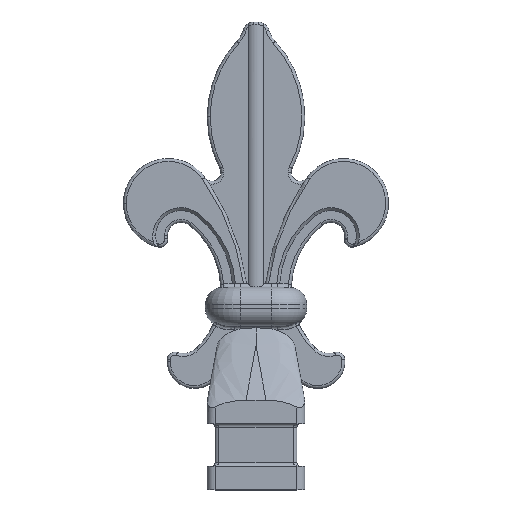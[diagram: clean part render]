
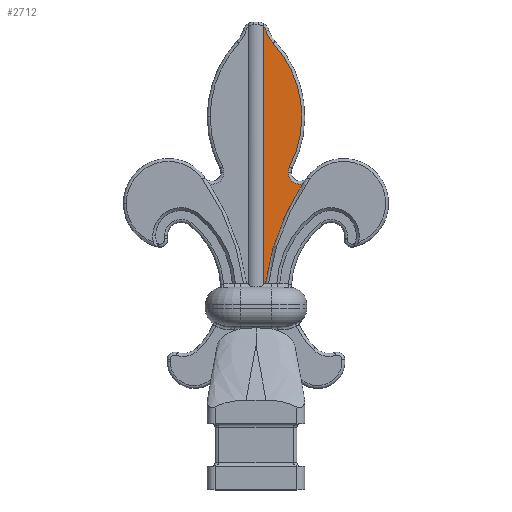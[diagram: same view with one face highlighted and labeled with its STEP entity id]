
A CAD part, top view. The second image highlights one B-rep face of the part: STEP entity #2712.
In plain terms, the highlighted planar face has unit normal (0, 0, 1).
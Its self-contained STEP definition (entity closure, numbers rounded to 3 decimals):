
#314 = LINE ( 'NONE', #10902, #11610 ) ;
#518 = CIRCLE ( 'NONE', #9051, 2.25 ) ;
#819 = CARTESIAN_POINT ( 'NONE',  ( 11.259, 81.434, 3.25 ) ) ;
#1278 = LINE ( 'NONE', #13653, #8489 ) ;
#1280 = ORIENTED_EDGE ( 'NONE', *, *, #16629, .T. ) ;
#1407 = DIRECTION ( 'NONE',  ( 0., -1., 0. ) ) ;
#1435 = DIRECTION ( 'NONE',  ( 1., 0., 0. ) ) ;
#1559 = DIRECTION ( 'NONE',  ( 0., 0., 1. ) ) ;
#1632 = PLANE ( 'NONE',  #8623 ) ;
#1872 = CARTESIAN_POINT ( 'NONE',  ( 8.592, 82.828, 3.25 ) ) ;
#2201 = AXIS2_PLACEMENT_3D ( 'NONE', #3408, #12590, #11165 ) ;
#2205 = CARTESIAN_POINT ( 'NONE',  ( 4.402, 114.492, 3.25 ) ) ;
#2343 = EDGE_CURVE ( 'NONE', #15053, #5007, #11862, .T. ) ;
#2412 = EDGE_CURVE ( 'NONE', #5976, #2901, #14738, .T. ) ;
#2620 = EDGE_LOOP ( 'NONE', ( #7580, #14838, #9777, #6629, #1280, #16202, #11915, #16003 ) ) ;
#2646 = AXIS2_PLACEMENT_3D ( 'NONE', #819, #7534, #16715 ) ;
#2684 = DIRECTION ( 'NONE',  ( -1., 0., 0. ) ) ;
#2712 = ADVANCED_FACE ( 'NONE', ( #3429 ), #1632, .F. ) ;
#2901 = VERTEX_POINT ( 'NONE', #2205 ) ;
#3408 = CARTESIAN_POINT ( 'NONE',  ( 10.376, 120., 3.25 ) ) ;
#3429 = FACE_OUTER_BOUND ( 'NONE', #2620, .T. ) ;
#3543 = EDGE_CURVE ( 'NONE', #15053, #15891, #15741, .T. ) ;
#4256 = CARTESIAN_POINT ( 'NONE',  ( 15.8, 33., 3.25 ) ) ;
#4498 = VERTEX_POINT ( 'NONE', #17060 ) ;
#4712 = EDGE_CURVE ( 'NONE', #12391, #9516, #518, .T. ) ;
#5007 = VERTEX_POINT ( 'NONE', #8032 ) ;
#5572 = DIRECTION ( 'NONE',  ( -1., 0., 0. ) ) ;
#5620 = CARTESIAN_POINT ( 'NONE',  ( 8.25, 81.434, 3.25 ) ) ;
#5931 = DIRECTION ( 'NONE',  ( -1., 0., 0. ) ) ;
#5976 = VERTEX_POINT ( 'NONE', #1872 ) ;
#6629 = ORIENTED_EDGE ( 'NONE', *, *, #2412, .T. ) ;
#7030 = DIRECTION ( 'NONE',  ( 0., 0., -1. ) ) ;
#7534 = DIRECTION ( 'NONE',  ( 0., 0., -1. ) ) ;
#7580 = ORIENTED_EDGE ( 'NONE', *, *, #2343, .F. ) ;
#7615 = DIRECTION ( 'NONE',  ( 0., 0., -1. ) ) ;
#7939 = AXIS2_PLACEMENT_3D ( 'NONE', #15436, #7615, #11466 ) ;
#8032 = CARTESIAN_POINT ( 'NONE',  ( 2.446, 53., 3.25 ) ) ;
#8145 = CARTESIAN_POINT ( 'NONE',  ( 1.9, 118.715, 3.25 ) ) ;
#8489 = VECTOR ( 'NONE', #12500, 1000. ) ;
#8623 = AXIS2_PLACEMENT_3D ( 'NONE', #4256, #7030, #5572 ) ;
#8693 = DIRECTION ( 'NONE',  ( 0., 0., 1. ) ) ;
#9051 = AXIS2_PLACEMENT_3D ( 'NONE', #15187, #8693, #5931 ) ;
#9320 = DIRECTION ( 'NONE',  ( 0., 0., 1. ) ) ;
#9516 = VERTEX_POINT ( 'NONE', #8145 ) ;
#9579 = EDGE_CURVE ( 'NONE', #4498, #5007, #1278, .T. ) ;
#9777 = ORIENTED_EDGE ( 'NONE', *, *, #10795, .T. ) ;
#10795 = EDGE_CURVE ( 'NONE', #15891, #5976, #16064, .T. ) ;
#10902 = CARTESIAN_POINT ( 'NONE',  ( 1.9, 124., 3.25 ) ) ;
#11165 = DIRECTION ( 'NONE',  ( -1., 0., 0. ) ) ;
#11466 = DIRECTION ( 'NONE',  ( -1., 0., 0. ) ) ;
#11476 = CARTESIAN_POINT ( 'NONE',  ( 12.004, 78.519, 3.25 ) ) ;
#11610 = VECTOR ( 'NONE', #1407, 1000. ) ;
#11862 = CIRCLE ( 'NONE', #16084, 61.245 ) ;
#11915 = ORIENTED_EDGE ( 'NONE', *, *, #16244, .T. ) ;
#12391 = VERTEX_POINT ( 'NONE', #16230 ) ;
#12500 = DIRECTION ( 'NONE',  ( 1., 0., 0. ) ) ;
#12590 = DIRECTION ( 'NONE',  ( 0., 0., -1. ) ) ;
#13256 = CARTESIAN_POINT ( 'NONE',  ( 63.142, 44.815, 3.25 ) ) ;
#13458 = CIRCLE ( 'NONE', #2201, 8.126 ) ;
#13653 = CARTESIAN_POINT ( 'NONE',  ( 2.95, 53., 3.25 ) ) ;
#13987 = AXIS2_PLACEMENT_3D ( 'NONE', #14714, #1559, #2684 ) ;
#14714 = CARTESIAN_POINT ( 'NONE',  ( -15.996, 95.683, 3.25 ) ) ;
#14738 = CIRCLE ( 'NONE', #13987, 27.746 ) ;
#14838 = ORIENTED_EDGE ( 'NONE', *, *, #3543, .T. ) ;
#15053 = VERTEX_POINT ( 'NONE', #11476 ) ;
#15187 = CARTESIAN_POINT ( 'NONE',  ( 0.443, 117., 3.25 ) ) ;
#15436 = CARTESIAN_POINT ( 'NONE',  ( 11.259, 81.434, 3.25 ) ) ;
#15741 = CIRCLE ( 'NONE', #2646, 3.009 ) ;
#15891 = VERTEX_POINT ( 'NONE', #5620 ) ;
#16003 = ORIENTED_EDGE ( 'NONE', *, *, #9579, .T. ) ;
#16064 = CIRCLE ( 'NONE', #7939, 3.009 ) ;
#16084 = AXIS2_PLACEMENT_3D ( 'NONE', #13256, #9320, #1435 ) ;
#16202 = ORIENTED_EDGE ( 'NONE', *, *, #4712, .T. ) ;
#16230 = CARTESIAN_POINT ( 'NONE',  ( 2.597, 117.651, 3.25 ) ) ;
#16244 = EDGE_CURVE ( 'NONE', #9516, #4498, #314, .T. ) ;
#16629 = EDGE_CURVE ( 'NONE', #2901, #12391, #13458, .T. ) ;
#16715 = DIRECTION ( 'NONE',  ( -1., 0., 0. ) ) ;
#17060 = CARTESIAN_POINT ( 'NONE',  ( 1.9, 53., 3.25 ) ) ;
